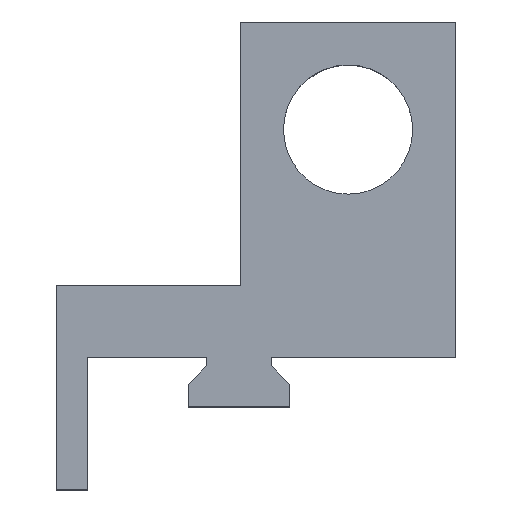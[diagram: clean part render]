
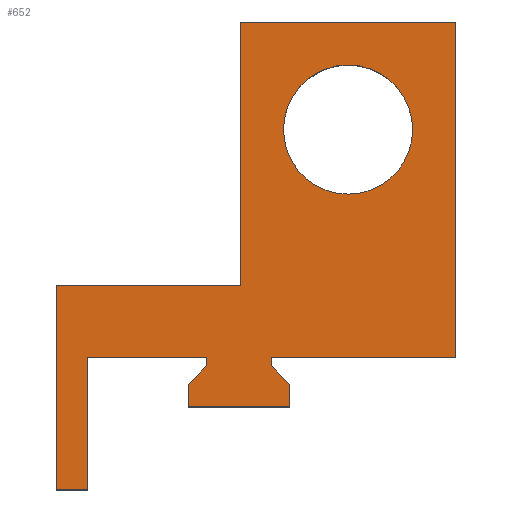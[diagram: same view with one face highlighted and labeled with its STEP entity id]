
A CAD part, top view. The second image highlights one B-rep face of the part: STEP entity #652.
In plain terms, the highlighted planar face has unit normal (0, 0, 1).
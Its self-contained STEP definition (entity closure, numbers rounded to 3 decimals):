
#19=FACE_BOUND('',#116,.T.);
#42=PLANE('',#704);
#49=CIRCLE('',#693,6.23);
#81=FACE_OUTER_BOUND('',#115,.T.);
#115=EDGE_LOOP('',(#582,#583,#584,#585,#586,#587,#588,#589,#590,#591,#592,
#593,#594,#595,#596,#597));
#116=EDGE_LOOP('',(#598));
#155=LINE('',#2633,#210);
#159=LINE('',#2640,#214);
#162=LINE('',#2646,#217);
#165=LINE('',#2654,#220);
#169=LINE('',#2661,#224);
#172=LINE('',#2667,#227);
#174=LINE('',#2670,#229);
#177=LINE('',#2676,#232);
#178=LINE('',#2679,#233);
#182=LINE('',#3003,#237);
#189=LINE('',#3195,#244);
#192=LINE('',#3200,#247);
#194=LINE('',#3204,#249);
#197=LINE('',#3210,#252);
#200=LINE('',#3216,#255);
#203=LINE('',#3221,#258);
#210=VECTOR('',#731,10.);
#214=VECTOR('',#737,10.);
#217=VECTOR('',#742,10.);
#220=VECTOR('',#747,10.);
#224=VECTOR('',#753,10.);
#227=VECTOR('',#758,10.);
#229=VECTOR('',#762,10.);
#232=VECTOR('',#767,10.);
#233=VECTOR('',#770,10.);
#237=VECTOR('',#782,10.);
#244=VECTOR('',#809,10.);
#247=VECTOR('',#814,10.);
#249=VECTOR('',#818,10.);
#252=VECTOR('',#823,10.);
#255=VECTOR('',#828,10.);
#258=VECTOR('',#833,10.);
#283=VERTEX_POINT('',#2630);
#284=VERTEX_POINT('',#2632);
#286=VERTEX_POINT('',#2638);
#288=VERTEX_POINT('',#2644);
#291=VERTEX_POINT('',#2651);
#292=VERTEX_POINT('',#2653);
#294=VERTEX_POINT('',#2659);
#296=VERTEX_POINT('',#2665);
#298=VERTEX_POINT('',#2674);
#299=VERTEX_POINT('',#2678);
#310=VERTEX_POINT('',#3001);
#311=VERTEX_POINT('',#3002);
#316=VERTEX_POINT('',#3182);
#320=VERTEX_POINT('',#3194);
#322=VERTEX_POINT('',#3203);
#324=VERTEX_POINT('',#3209);
#326=VERTEX_POINT('',#3215);
#354=EDGE_CURVE('',#283,#284,#155,.T.);
#358=EDGE_CURVE('',#286,#283,#159,.T.);
#361=EDGE_CURVE('',#288,#286,#162,.T.);
#364=EDGE_CURVE('',#291,#292,#165,.T.);
#368=EDGE_CURVE('',#294,#291,#169,.T.);
#371=EDGE_CURVE('',#296,#294,#172,.T.);
#373=EDGE_CURVE('',#284,#296,#174,.T.);
#376=EDGE_CURVE('',#298,#288,#177,.T.);
#377=EDGE_CURVE('',#292,#299,#178,.T.);
#393=EDGE_CURVE('',#310,#311,#182,.T.);
#402=EDGE_CURVE('',#316,#316,#49,.T.);
#408=EDGE_CURVE('',#299,#320,#189,.T.);
#411=EDGE_CURVE('',#311,#298,#192,.T.);
#413=EDGE_CURVE('',#322,#310,#194,.T.);
#416=EDGE_CURVE('',#324,#322,#197,.T.);
#419=EDGE_CURVE('',#326,#324,#200,.T.);
#422=EDGE_CURVE('',#320,#326,#203,.T.);
#582=ORIENTED_EDGE('',*,*,#422,.F.);
#583=ORIENTED_EDGE('',*,*,#408,.F.);
#584=ORIENTED_EDGE('',*,*,#377,.F.);
#585=ORIENTED_EDGE('',*,*,#364,.F.);
#586=ORIENTED_EDGE('',*,*,#368,.F.);
#587=ORIENTED_EDGE('',*,*,#371,.F.);
#588=ORIENTED_EDGE('',*,*,#373,.F.);
#589=ORIENTED_EDGE('',*,*,#354,.F.);
#590=ORIENTED_EDGE('',*,*,#358,.F.);
#591=ORIENTED_EDGE('',*,*,#361,.F.);
#592=ORIENTED_EDGE('',*,*,#376,.F.);
#593=ORIENTED_EDGE('',*,*,#411,.F.);
#594=ORIENTED_EDGE('',*,*,#393,.F.);
#595=ORIENTED_EDGE('',*,*,#413,.F.);
#596=ORIENTED_EDGE('',*,*,#416,.F.);
#597=ORIENTED_EDGE('',*,*,#419,.F.);
#598=ORIENTED_EDGE('',*,*,#402,.T.);
#652=ADVANCED_FACE('',(#81,#19),#42,.T.);
#693=AXIS2_PLACEMENT_3D('',#3183,#795,#796);
#704=AXIS2_PLACEMENT_3D('',#3223,#835,#836);
#731=DIRECTION('',(0.,-1.,0.));
#737=DIRECTION('',(0.707,-0.707,0.));
#742=DIRECTION('',(0.,-1.,0.));
#747=DIRECTION('',(0.,1.,0.));
#753=DIRECTION('',(0.707,0.707,0.));
#758=DIRECTION('',(0.,1.,0.));
#762=DIRECTION('',(-1.,0.,0.));
#767=DIRECTION('',(-1.,0.,0.));
#770=DIRECTION('',(-1.,0.,0.));
#782=DIRECTION('',(1.,0.,0.));
#795=DIRECTION('center_axis',(0.,0.,-1.));
#796=DIRECTION('ref_axis',(-1.,0.,0.));
#809=DIRECTION('',(0.,-1.,0.));
#814=DIRECTION('',(0.,-1.,0.));
#818=DIRECTION('',(0.,1.,0.));
#823=DIRECTION('',(1.,0.,0.));
#828=DIRECTION('',(0.,1.,0.));
#833=DIRECTION('',(-1.,0.,0.));
#835=DIRECTION('center_axis',(0.,0.,1.));
#836=DIRECTION('ref_axis',(-1.,0.,0.));
#2630=CARTESIAN_POINT('',(-5.625,11.375,23.435));
#2632=CARTESIAN_POINT('',(-5.625,9.185,23.435));
#2633=CARTESIAN_POINT('',(-5.625,11.375,23.435));
#2638=CARTESIAN_POINT('',(-7.385,13.135,23.435));
#2640=CARTESIAN_POINT('',(-7.385,13.135,23.435));
#2644=CARTESIAN_POINT('',(-7.385,13.935,23.435));
#2646=CARTESIAN_POINT('',(-7.385,13.935,23.435));
#2651=CARTESIAN_POINT('',(-13.615,13.135,23.435));
#2653=CARTESIAN_POINT('',(-13.615,13.935,23.435));
#2654=CARTESIAN_POINT('',(-13.615,13.135,23.435));
#2659=CARTESIAN_POINT('',(-15.375,11.375,23.435));
#2661=CARTESIAN_POINT('',(-15.375,11.375,23.435));
#2665=CARTESIAN_POINT('',(-15.375,9.185,23.435));
#2667=CARTESIAN_POINT('',(-15.375,9.185,23.435));
#2670=CARTESIAN_POINT('',(-5.625,9.185,23.435));
#2674=CARTESIAN_POINT('',(10.38,13.935,23.435));
#2676=CARTESIAN_POINT('',(10.38,13.935,23.435));
#2678=CARTESIAN_POINT('',(-25.15,13.935,23.435));
#2679=CARTESIAN_POINT('',(10.38,13.935,23.435));
#3001=CARTESIAN_POINT('',(-10.38,46.315,23.435));
#3002=CARTESIAN_POINT('',(10.38,46.315,23.435));
#3003=CARTESIAN_POINT('',(-10.38,46.315,23.435));
#3182=CARTESIAN_POINT('',(6.23,35.935,23.435));
#3183=CARTESIAN_POINT('Origin',(0.,35.935,23.435));
#3194=CARTESIAN_POINT('',(-25.15,1.185,23.435));
#3195=CARTESIAN_POINT('',(-25.15,13.935,23.435));
#3200=CARTESIAN_POINT('',(10.38,20.935,23.435));
#3203=CARTESIAN_POINT('',(-10.38,20.935,23.435));
#3204=CARTESIAN_POINT('',(-10.38,20.935,23.435));
#3209=CARTESIAN_POINT('',(-28.15,20.935,23.435));
#3210=CARTESIAN_POINT('',(-28.15,20.935,23.435));
#3215=CARTESIAN_POINT('',(-28.15,1.185,23.435));
#3216=CARTESIAN_POINT('',(-28.15,1.185,23.435));
#3221=CARTESIAN_POINT('',(-25.15,1.185,23.435));
#3223=CARTESIAN_POINT('Origin',(-8.885,23.75,23.435));
